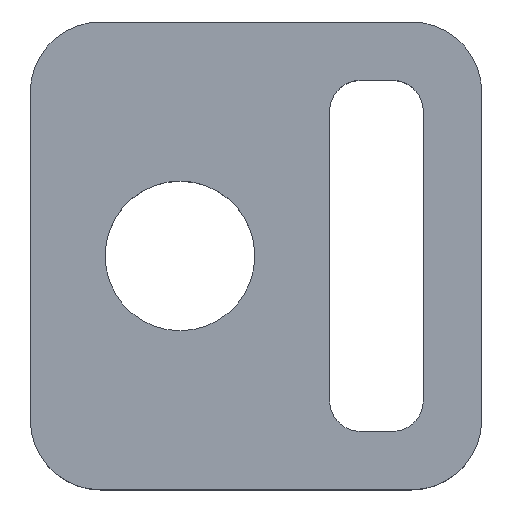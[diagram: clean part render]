
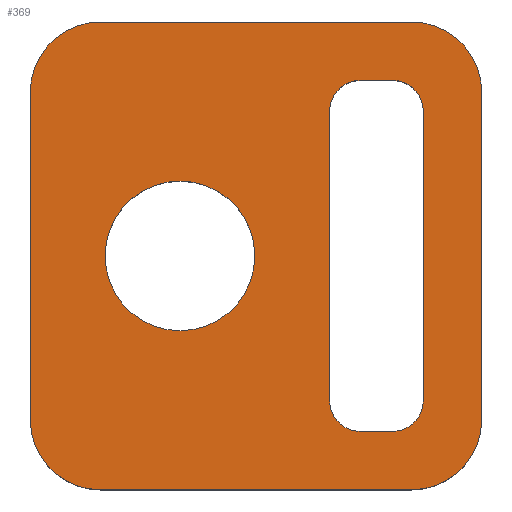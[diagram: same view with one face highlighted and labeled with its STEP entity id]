
A CAD part, top view. The second image highlights one B-rep face of the part: STEP entity #369.
In plain terms, the highlighted planar face has unit normal (0, 0, 1).
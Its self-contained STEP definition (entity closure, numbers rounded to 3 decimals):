
#17=FACE_BOUND('',#69,.T.);
#18=FACE_BOUND('',#70,.T.);
#28=PLANE('',#420);
#47=FACE_OUTER_BOUND('',#68,.T.);
#68=EDGE_LOOP('',(#325,#326,#327,#328,#329,#330,#331,#332));
#69=EDGE_LOOP('',(#333,#334,#335,#336,#337,#338,#339,#340));
#70=EDGE_LOOP('',(#341));
#75=LINE('',#545,#108);
#85=LINE('',#583,#118);
#88=LINE('',#591,#121);
#93=LINE('',#605,#126);
#96=LINE('',#613,#129);
#99=LINE('',#621,#132);
#101=LINE('',#627,#134);
#103=LINE('',#633,#136);
#108=VECTOR('',#435,10.);
#118=VECTOR('',#469,10.);
#121=VECTOR('',#478,10.);
#126=VECTOR('',#493,10.);
#129=VECTOR('',#502,10.);
#132=VECTOR('',#511,10.);
#134=VECTOR('',#519,10.);
#136=VECTOR('',#527,10.);
#137=CIRCLE('',#385,1.5);
#147=CIRCLE('',#398,1.5);
#148=CIRCLE('',#401,1.5);
#149=CIRCLE('',#404,1.5);
#150=CIRCLE('',#406,0.65);
#151=CIRCLE('',#409,0.65);
#152=CIRCLE('',#412,0.65);
#153=CIRCLE('',#415,0.65);
#154=CIRCLE('',#418,1.6);
#155=VERTEX_POINT('',#532);
#156=VERTEX_POINT('',#533);
#160=VERTEX_POINT('',#543);
#175=VERTEX_POINT('',#577);
#176=VERTEX_POINT('',#581);
#177=VERTEX_POINT('',#585);
#178=VERTEX_POINT('',#589);
#179=VERTEX_POINT('',#593);
#180=VERTEX_POINT('',#597);
#181=VERTEX_POINT('',#599);
#182=VERTEX_POINT('',#603);
#183=VERTEX_POINT('',#607);
#184=VERTEX_POINT('',#609);
#185=VERTEX_POINT('',#615);
#186=VERTEX_POINT('',#619);
#187=VERTEX_POINT('',#623);
#188=VERTEX_POINT('',#629);
#189=EDGE_CURVE('',#155,#156,#137,.T.);
#195=EDGE_CURVE('',#155,#160,#75,.T.);
#211=EDGE_CURVE('',#175,#160,#147,.T.);
#214=EDGE_CURVE('',#175,#176,#85,.T.);
#215=EDGE_CURVE('',#177,#176,#148,.T.);
#218=EDGE_CURVE('',#177,#178,#88,.T.);
#219=EDGE_CURVE('',#179,#178,#149,.T.);
#222=EDGE_CURVE('',#180,#181,#150,.T.);
#225=EDGE_CURVE('',#180,#182,#93,.T.);
#227=EDGE_CURVE('',#183,#184,#151,.T.);
#229=EDGE_CURVE('',#183,#181,#96,.T.);
#231=EDGE_CURVE('',#185,#182,#152,.T.);
#233=EDGE_CURVE('',#185,#186,#99,.T.);
#235=EDGE_CURVE('',#187,#186,#153,.T.);
#236=EDGE_CURVE('',#187,#184,#101,.T.);
#237=EDGE_CURVE('',#188,#188,#154,.T.);
#239=EDGE_CURVE('',#179,#156,#103,.T.);
#325=ORIENTED_EDGE('',*,*,#189,.F.);
#326=ORIENTED_EDGE('',*,*,#195,.T.);
#327=ORIENTED_EDGE('',*,*,#211,.F.);
#328=ORIENTED_EDGE('',*,*,#214,.T.);
#329=ORIENTED_EDGE('',*,*,#215,.F.);
#330=ORIENTED_EDGE('',*,*,#218,.T.);
#331=ORIENTED_EDGE('',*,*,#219,.F.);
#332=ORIENTED_EDGE('',*,*,#239,.T.);
#333=ORIENTED_EDGE('',*,*,#233,.T.);
#334=ORIENTED_EDGE('',*,*,#235,.F.);
#335=ORIENTED_EDGE('',*,*,#236,.T.);
#336=ORIENTED_EDGE('',*,*,#227,.F.);
#337=ORIENTED_EDGE('',*,*,#229,.T.);
#338=ORIENTED_EDGE('',*,*,#222,.F.);
#339=ORIENTED_EDGE('',*,*,#225,.T.);
#340=ORIENTED_EDGE('',*,*,#231,.F.);
#341=ORIENTED_EDGE('',*,*,#237,.T.);
#369=ADVANCED_FACE('',(#47,#17,#18),#28,.T.);
#385=AXIS2_PLACEMENT_3D('',#534,#425,#426);
#398=AXIS2_PLACEMENT_3D('',#578,#463,#464);
#401=AXIS2_PLACEMENT_3D('',#586,#472,#473);
#404=AXIS2_PLACEMENT_3D('',#594,#481,#482);
#406=AXIS2_PLACEMENT_3D('',#600,#487,#488);
#409=AXIS2_PLACEMENT_3D('',#610,#497,#498);
#412=AXIS2_PLACEMENT_3D('',#617,#506,#507);
#415=AXIS2_PLACEMENT_3D('',#625,#515,#516);
#418=AXIS2_PLACEMENT_3D('',#630,#522,#523);
#420=AXIS2_PLACEMENT_3D('',#634,#528,#529);
#425=DIRECTION('center_axis',(0.,0.,-1.));
#426=DIRECTION('ref_axis',(-0.707,0.707,0.));
#435=DIRECTION('',(0.,-1.,0.));
#463=DIRECTION('center_axis',(0.,0.,-1.));
#464=DIRECTION('ref_axis',(-0.707,-0.707,0.));
#469=DIRECTION('',(1.,0.,0.));
#472=DIRECTION('center_axis',(0.,0.,-1.));
#473=DIRECTION('ref_axis',(0.707,-0.707,0.));
#478=DIRECTION('',(0.,1.,0.));
#481=DIRECTION('center_axis',(0.,0.,-1.));
#482=DIRECTION('ref_axis',(0.707,0.707,0.));
#487=DIRECTION('center_axis',(0.,0.,1.));
#488=DIRECTION('ref_axis',(0.707,0.707,0.));
#493=DIRECTION('',(0.,-1.,0.));
#497=DIRECTION('center_axis',(0.,0.,1.));
#498=DIRECTION('ref_axis',(-0.707,0.707,0.));
#502=DIRECTION('',(1.,0.,0.));
#506=DIRECTION('center_axis',(0.,0.,1.));
#507=DIRECTION('ref_axis',(0.707,-0.707,0.));
#511=DIRECTION('',(-1.,0.,0.));
#515=DIRECTION('center_axis',(0.,0.,1.));
#516=DIRECTION('ref_axis',(-0.707,-0.707,0.));
#519=DIRECTION('',(0.,1.,0.));
#522=DIRECTION('center_axis',(0.,0.,-1.));
#523=DIRECTION('ref_axis',(1.,0.,0.));
#527=DIRECTION('',(-1.,0.,0.));
#528=DIRECTION('center_axis',(0.,0.,1.));
#529=DIRECTION('ref_axis',(1.,0.,0.));
#532=CARTESIAN_POINT('',(0.,8.5,2.5));
#533=CARTESIAN_POINT('',(1.5,10.,2.5));
#534=CARTESIAN_POINT('Origin',(1.5,8.5,2.5));
#543=CARTESIAN_POINT('',(0.,1.5,2.5));
#545=CARTESIAN_POINT('',(0.,10.,2.5));
#577=CARTESIAN_POINT('',(1.5,0.,2.5));
#578=CARTESIAN_POINT('Origin',(1.5,1.5,2.5));
#581=CARTESIAN_POINT('',(8.15,0.,2.5));
#583=CARTESIAN_POINT('',(0.,0.,2.5));
#585=CARTESIAN_POINT('',(9.65,1.5,2.5));
#586=CARTESIAN_POINT('Origin',(8.15,1.5,2.5));
#589=CARTESIAN_POINT('',(9.65,8.5,2.5));
#591=CARTESIAN_POINT('',(9.65,0.,2.5));
#593=CARTESIAN_POINT('',(8.15,10.,2.5));
#594=CARTESIAN_POINT('Origin',(8.15,8.5,2.5));
#597=CARTESIAN_POINT('',(8.4,8.1,2.5));
#599=CARTESIAN_POINT('',(7.75,8.75,2.5));
#600=CARTESIAN_POINT('Origin',(7.75,8.1,2.5));
#603=CARTESIAN_POINT('',(8.4,1.9,2.5));
#605=CARTESIAN_POINT('',(8.4,8.75,2.5));
#607=CARTESIAN_POINT('',(7.05,8.75,2.5));
#609=CARTESIAN_POINT('',(6.4,8.1,2.5));
#610=CARTESIAN_POINT('Origin',(7.05,8.1,2.5));
#613=CARTESIAN_POINT('',(6.4,8.75,2.5));
#615=CARTESIAN_POINT('',(7.75,1.25,2.5));
#617=CARTESIAN_POINT('Origin',(7.75,1.9,2.5));
#619=CARTESIAN_POINT('',(7.05,1.25,2.5));
#621=CARTESIAN_POINT('',(8.4,1.25,2.5));
#623=CARTESIAN_POINT('',(6.4,1.9,2.5));
#625=CARTESIAN_POINT('Origin',(7.05,1.9,2.5));
#627=CARTESIAN_POINT('',(6.4,1.25,2.5));
#629=CARTESIAN_POINT('',(1.6,5.,2.5));
#630=CARTESIAN_POINT('Origin',(3.2,5.,2.5));
#633=CARTESIAN_POINT('',(9.65,10.,2.5));
#634=CARTESIAN_POINT('Origin',(4.825,5.,2.5));
